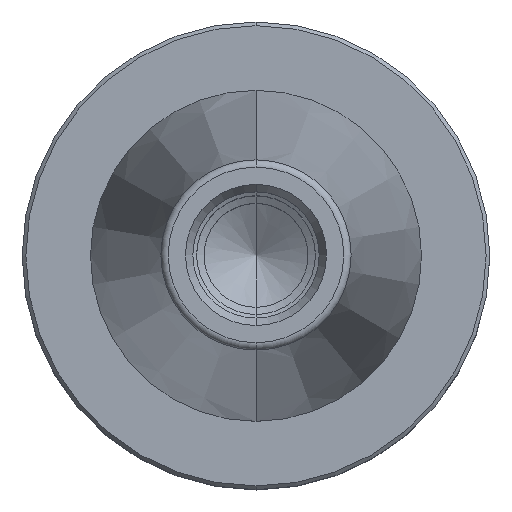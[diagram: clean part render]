
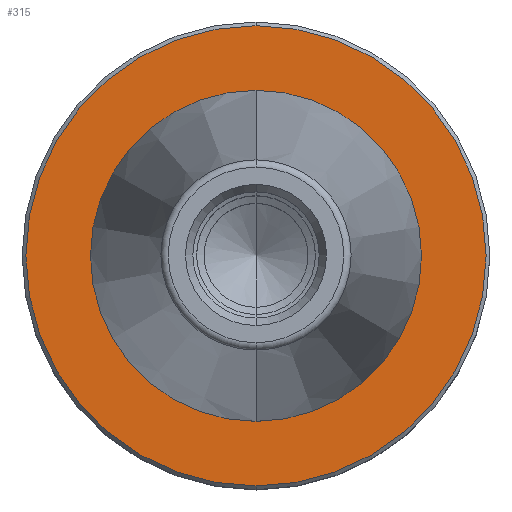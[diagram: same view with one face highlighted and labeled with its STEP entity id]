
A CAD part, top view. The second image highlights one B-rep face of the part: STEP entity #315.
In plain terms, the highlighted planar face has unit normal (0, 0, 1).
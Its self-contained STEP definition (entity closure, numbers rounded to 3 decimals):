
#315=ADVANCED_FACE('',(#855,#856),#857,.T.);
#377=VERTEX_POINT('',#928);
#389=EDGE_CURVE('',#779,#535,#941,.T.);
#421=EDGE_CURVE('',#377,#773,#980,.T.);
#437=EDGE_CURVE('',#773,#377,#997,.T.);
#481=EDGE_CURVE('',#535,#779,#1043,.T.);
#535=VERTEX_POINT('',#1102);
#773=VERTEX_POINT('',#1379);
#779=VERTEX_POINT('',#1386);
#855=FACE_OUTER_BOUND('',#1466,.T.);
#856=FACE_BOUND('',#1467,.T.);
#857=PLANE('',#1468);
#928=CARTESIAN_POINT('',(0.,-31.0,-2.0));
#941=CIRCLE('',#1577,22.298);
#980=CIRCLE('',#1628,31.0);
#997=CIRCLE('',#1654,31.0);
#1043=CIRCLE('',#1721,22.298);
#1102=CARTESIAN_POINT('',(0.0,22.298,-2.0));
#1379=CARTESIAN_POINT('',(0.0,31.0,-2.0));
#1386=CARTESIAN_POINT('',(0.,-22.298,-2.0));
#1466=EDGE_LOOP('',(#2228,#2229));
#1467=EDGE_LOOP('',(#2230,#2231));
#1468=AXIS2_PLACEMENT_3D('',#2232,#2233,#2234);
#1577=AXIS2_PLACEMENT_3D('',#2357,#2358,#2359);
#1628=AXIS2_PLACEMENT_3D('',#2418,#2419,#2420);
#1654=AXIS2_PLACEMENT_3D('',#2442,#2443,#2444);
#1721=AXIS2_PLACEMENT_3D('',#2490,#2491,#2492);
#2228=ORIENTED_EDGE('',*,*,#437,.F.);
#2229=ORIENTED_EDGE('',*,*,#421,.F.);
#2230=ORIENTED_EDGE('',*,*,#481,.T.);
#2231=ORIENTED_EDGE('',*,*,#389,.T.);
#2232=CARTESIAN_POINT('',(0.0,26.649,-2.0));
#2233=DIRECTION('',(-0.0,0.0,1.0));
#2234=DIRECTION('',(0.0,-1.0,0.0));
#2357=CARTESIAN_POINT('',(0.0,0.0,-2.0));
#2358=DIRECTION('',(0.0,0.0,-1.0));
#2359=DIRECTION('',(0.0,1.0,0.0));
#2418=CARTESIAN_POINT('',(0.0,0.0,-2.0));
#2419=DIRECTION('',(0.0,0.0,-1.0));
#2420=DIRECTION('',(0.0,1.0,0.0));
#2442=CARTESIAN_POINT('',(0.0,0.0,-2.0));
#2443=DIRECTION('',(0.0,0.0,-1.0));
#2444=DIRECTION('',(0.0,1.0,0.0));
#2490=CARTESIAN_POINT('',(0.0,0.0,-2.0));
#2491=DIRECTION('',(0.0,0.0,-1.0));
#2492=DIRECTION('',(0.0,1.0,0.0));
